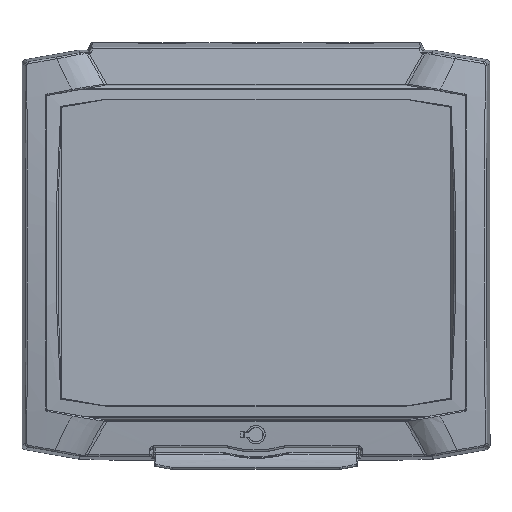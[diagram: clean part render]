
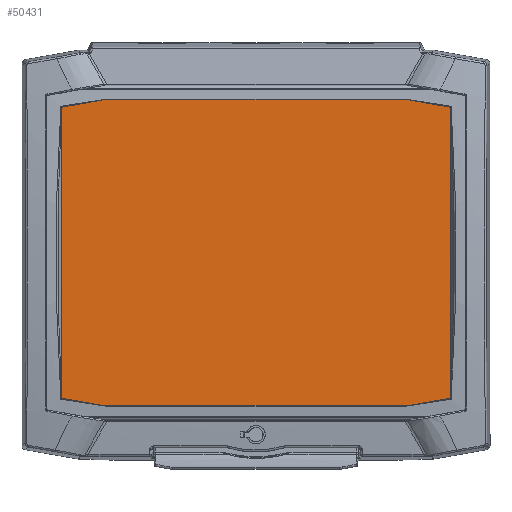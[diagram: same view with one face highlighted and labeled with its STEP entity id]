
A CAD part, top view. The second image highlights one B-rep face of the part: STEP entity #50431.
In plain terms, the highlighted planar face has unit normal (0, 0, 1).
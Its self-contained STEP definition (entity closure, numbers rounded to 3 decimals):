
#2305=PLANE('',#55342);
#5593=LINE('',#118860,#9815);
#5598=LINE('',#118903,#9820);
#5652=LINE('',#120840,#9874);
#5653=LINE('',#120919,#9875);
#5656=LINE('',#121013,#9878);
#5657=LINE('',#121092,#9879);
#6529=LINE('',#125481,#10751);
#6530=LINE('',#125482,#10752);
#9815=VECTOR('',#66733,142.418);
#9820=VECTOR('',#66746,142.418);
#9874=VECTOR('',#67064,21.832);
#9875=VECTOR('',#67073,21.832);
#9878=VECTOR('',#67082,21.832);
#9879=VECTOR('',#67091,21.832);
#10751=VECTOR('',#69179,147.);
#10752=VECTOR('',#69180,147.);
#14891=FACE_OUTER_BOUND('',#18035,.T.);
#18035=EDGE_LOOP('',(#47183,#47184,#47185,#47186,#47187,#47188,#47189,#47190));
#24301=VERTEX_POINT('',#118857);
#24302=VERTEX_POINT('',#118859);
#24309=VERTEX_POINT('',#118900);
#24310=VERTEX_POINT('',#118902);
#24413=VERTEX_POINT('',#120838);
#24415=VERTEX_POINT('',#120918);
#24417=VERTEX_POINT('',#121011);
#24419=VERTEX_POINT('',#121091);
#31171=EDGE_CURVE('',#24302,#24301,#5593,.T.);
#31180=EDGE_CURVE('',#24310,#24309,#5598,.T.);
#31342=EDGE_CURVE('',#24309,#24413,#5652,.T.);
#31346=EDGE_CURVE('',#24415,#24302,#5653,.T.);
#31352=EDGE_CURVE('',#24301,#24417,#5656,.T.);
#31356=EDGE_CURVE('',#24419,#24310,#5657,.T.);
#32493=EDGE_CURVE('',#24417,#24419,#6529,.T.);
#32494=EDGE_CURVE('',#24413,#24415,#6530,.T.);
#47183=ORIENTED_EDGE('',*,*,#31171,.T.);
#47184=ORIENTED_EDGE('',*,*,#31352,.T.);
#47185=ORIENTED_EDGE('',*,*,#32493,.T.);
#47186=ORIENTED_EDGE('',*,*,#31356,.T.);
#47187=ORIENTED_EDGE('',*,*,#31180,.T.);
#47188=ORIENTED_EDGE('',*,*,#31342,.T.);
#47189=ORIENTED_EDGE('',*,*,#32494,.T.);
#47190=ORIENTED_EDGE('',*,*,#31346,.T.);
#50431=ADVANCED_FACE('',(#14891),#2305,.T.);
#55342=AXIS2_PLACEMENT_3D('',#125480,#69177,#69178);
#66733=DIRECTION('',(0.,1.,0.));
#66746=DIRECTION('',(0.,-1.,0.));
#67064=DIRECTION('',(0.985,-0.174,0.));
#67073=DIRECTION('',(0.985,0.174,0.));
#67082=DIRECTION('',(-0.985,0.174,0.));
#67091=DIRECTION('',(-0.985,-0.174,0.));
#69177=DIRECTION('center_axis',(0.,0.,1.));
#69178=DIRECTION('ref_axis',(1.,0.,0.));
#69179=DIRECTION('',(-1.,0.,0.));
#69180=DIRECTION('',(1.,0.,0.));
#118857=CARTESIAN_POINT('',(95.,71.209,9.2));
#118859=CARTESIAN_POINT('',(95.,-71.209,9.2));
#118860=CARTESIAN_POINT('',(95.,-71.209,9.2));
#118900=CARTESIAN_POINT('',(-95.,-71.209,9.2));
#118902=CARTESIAN_POINT('',(-95.,71.209,9.2));
#118903=CARTESIAN_POINT('',(-95.,71.209,9.2));
#120838=CARTESIAN_POINT('',(-73.5,-75.,9.2));
#120840=CARTESIAN_POINT('',(-95.,-71.209,9.2));
#120918=CARTESIAN_POINT('',(73.5,-75.,9.2));
#120919=CARTESIAN_POINT('',(73.5,-75.,9.2));
#121011=CARTESIAN_POINT('',(73.5,75.,9.2));
#121013=CARTESIAN_POINT('',(95.,71.209,9.2));
#121091=CARTESIAN_POINT('',(-73.5,75.,9.2));
#121092=CARTESIAN_POINT('',(-73.5,75.,9.2));
#125480=CARTESIAN_POINT('Origin',(0.,0.,9.2));
#125481=CARTESIAN_POINT('',(73.5,75.,9.2));
#125482=CARTESIAN_POINT('',(-73.5,-75.,9.2));
